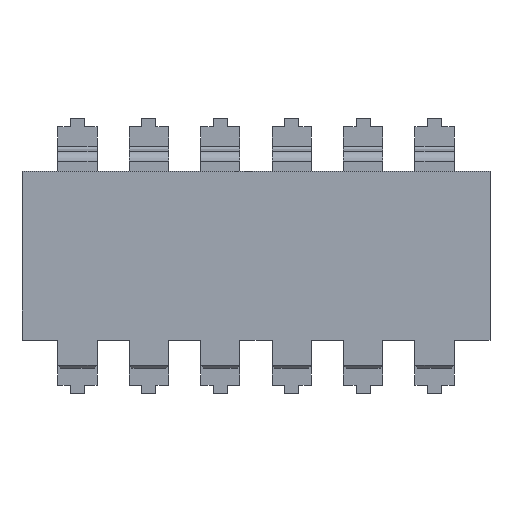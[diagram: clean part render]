
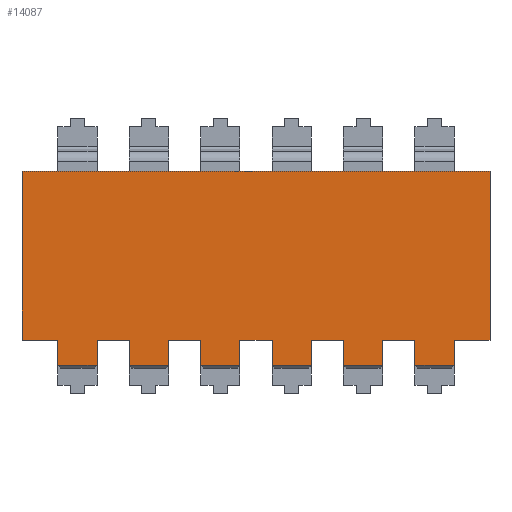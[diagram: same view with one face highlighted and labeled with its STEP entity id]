
A CAD part, top view. The second image highlights one B-rep face of the part: STEP entity #14087.
In plain terms, the highlighted planar face has unit normal (0, 0, 1).
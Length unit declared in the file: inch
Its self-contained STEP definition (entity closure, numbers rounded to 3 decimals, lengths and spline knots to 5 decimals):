
#160=CARTESIAN_POINT('',(0.27756,-0.11811,0.19685));
#161=VERTEX_POINT('',#160);
#170=CARTESIAN_POINT('',(0.27756,-0.15354,0.19685));
#171=VERTEX_POINT('',#170);
#172=CARTESIAN_POINT('',(0.27756,-0.15354,0.19685));
#173=DIRECTION('',(0.0,1.0,0.0));
#174=VECTOR('',#173,0.03543);
#175=LINE('',#172,#174);
#176=EDGE_CURVE('',#171,#161,#175,.T.);
#238=CARTESIAN_POINT('',(0.22244,-0.15354,0.19685));
#239=VERTEX_POINT('',#238);
#240=CARTESIAN_POINT('',(0.27756,-0.15354,0.19685));
#241=DIRECTION('',(-1.0,0.0,0.0));
#242=VECTOR('',#241,0.05512);
#243=LINE('',#240,#242);
#244=EDGE_CURVE('',#171,#239,#243,.T.);
#317=CARTESIAN_POINT('',(0.22244,-0.11811,0.19685));
#318=VERTEX_POINT('',#317);
#332=CARTESIAN_POINT('',(0.22244,-0.11811,0.19685));
#333=DIRECTION('',(0.0,-1.0,0.0));
#334=VECTOR('',#333,0.03543);
#335=LINE('',#332,#334);
#336=EDGE_CURVE('',#318,#239,#335,.T.);
#375=CARTESIAN_POINT('',(0.17756,-0.11811,0.19685));
#376=VERTEX_POINT('',#375);
#385=CARTESIAN_POINT('',(0.17756,-0.15354,0.19685));
#386=VERTEX_POINT('',#385);
#387=CARTESIAN_POINT('',(0.17756,-0.15354,0.19685));
#388=DIRECTION('',(0.0,1.0,0.0));
#389=VECTOR('',#388,0.03543);
#390=LINE('',#387,#389);
#391=EDGE_CURVE('',#386,#376,#390,.T.);
#453=CARTESIAN_POINT('',(0.12244,-0.15354,0.19685));
#454=VERTEX_POINT('',#453);
#455=CARTESIAN_POINT('',(0.17756,-0.15354,0.19685));
#456=DIRECTION('',(-1.0,0.0,0.0));
#457=VECTOR('',#456,0.05512);
#458=LINE('',#455,#457);
#459=EDGE_CURVE('',#386,#454,#458,.T.);
#532=CARTESIAN_POINT('',(0.12244,-0.11811,0.19685));
#533=VERTEX_POINT('',#532);
#547=CARTESIAN_POINT('',(0.12244,-0.11811,0.19685));
#548=DIRECTION('',(0.0,-1.0,0.0));
#549=VECTOR('',#548,0.03543);
#550=LINE('',#547,#549);
#551=EDGE_CURVE('',#533,#454,#550,.T.);
#590=CARTESIAN_POINT('',(0.07756,-0.11811,0.19685));
#591=VERTEX_POINT('',#590);
#600=CARTESIAN_POINT('',(0.07756,-0.15354,0.19685));
#601=VERTEX_POINT('',#600);
#602=CARTESIAN_POINT('',(0.07756,-0.15354,0.19685));
#603=DIRECTION('',(0.0,1.0,0.0));
#604=VECTOR('',#603,0.03543);
#605=LINE('',#602,#604);
#606=EDGE_CURVE('',#601,#591,#605,.T.);
#668=CARTESIAN_POINT('',(0.02244,-0.15354,0.19685));
#669=VERTEX_POINT('',#668);
#670=CARTESIAN_POINT('',(0.07756,-0.15354,0.19685));
#671=DIRECTION('',(-1.0,0.0,0.0));
#672=VECTOR('',#671,0.05512);
#673=LINE('',#670,#672);
#674=EDGE_CURVE('',#601,#669,#673,.T.);
#747=CARTESIAN_POINT('',(0.02244,-0.11811,0.19685));
#748=VERTEX_POINT('',#747);
#762=CARTESIAN_POINT('',(0.02244,-0.11811,0.19685));
#763=DIRECTION('',(0.0,-1.0,0.0));
#764=VECTOR('',#763,0.03543);
#765=LINE('',#762,#764);
#766=EDGE_CURVE('',#748,#669,#765,.T.);
#805=CARTESIAN_POINT('',(-0.02244,-0.11811,0.19685));
#806=VERTEX_POINT('',#805);
#815=CARTESIAN_POINT('',(-0.02244,-0.15354,0.19685));
#816=VERTEX_POINT('',#815);
#817=CARTESIAN_POINT('',(-0.02244,-0.15354,0.19685));
#818=DIRECTION('',(0.0,1.0,0.0));
#819=VECTOR('',#818,0.03543);
#820=LINE('',#817,#819);
#821=EDGE_CURVE('',#816,#806,#820,.T.);
#883=CARTESIAN_POINT('',(-0.07756,-0.15354,0.19685));
#884=VERTEX_POINT('',#883);
#885=CARTESIAN_POINT('',(-0.02244,-0.15354,0.19685));
#886=DIRECTION('',(-1.0,0.0,0.0));
#887=VECTOR('',#886,0.05512);
#888=LINE('',#885,#887);
#889=EDGE_CURVE('',#816,#884,#888,.T.);
#962=CARTESIAN_POINT('',(-0.07756,-0.11811,0.19685));
#963=VERTEX_POINT('',#962);
#977=CARTESIAN_POINT('',(-0.07756,-0.11811,0.19685));
#978=DIRECTION('',(0.0,-1.0,0.0));
#979=VECTOR('',#978,0.03543);
#980=LINE('',#977,#979);
#981=EDGE_CURVE('',#963,#884,#980,.T.);
#1020=CARTESIAN_POINT('',(-0.12244,-0.11811,0.19685));
#1021=VERTEX_POINT('',#1020);
#1030=CARTESIAN_POINT('',(-0.12244,-0.15354,0.19685));
#1031=VERTEX_POINT('',#1030);
#1032=CARTESIAN_POINT('',(-0.12244,-0.15354,0.19685));
#1033=DIRECTION('',(0.0,1.0,0.0));
#1034=VECTOR('',#1033,0.03543);
#1035=LINE('',#1032,#1034);
#1036=EDGE_CURVE('',#1031,#1021,#1035,.T.);
#1098=CARTESIAN_POINT('',(-0.17756,-0.15354,0.19685));
#1099=VERTEX_POINT('',#1098);
#1100=CARTESIAN_POINT('',(-0.12244,-0.15354,0.19685));
#1101=DIRECTION('',(-1.0,0.0,0.0));
#1102=VECTOR('',#1101,0.05512);
#1103=LINE('',#1100,#1102);
#1104=EDGE_CURVE('',#1031,#1099,#1103,.T.);
#1177=CARTESIAN_POINT('',(-0.17756,-0.11811,0.19685));
#1178=VERTEX_POINT('',#1177);
#1192=CARTESIAN_POINT('',(-0.17756,-0.11811,0.19685));
#1193=DIRECTION('',(0.0,-1.0,0.0));
#1194=VECTOR('',#1193,0.03543);
#1195=LINE('',#1192,#1194);
#1196=EDGE_CURVE('',#1178,#1099,#1195,.T.);
#1235=CARTESIAN_POINT('',(-0.22244,-0.11811,0.19685));
#1236=VERTEX_POINT('',#1235);
#1245=CARTESIAN_POINT('',(-0.22244,-0.15354,0.19685));
#1246=VERTEX_POINT('',#1245);
#1247=CARTESIAN_POINT('',(-0.22244,-0.15354,0.19685));
#1248=DIRECTION('',(0.0,1.0,0.0));
#1249=VECTOR('',#1248,0.03543);
#1250=LINE('',#1247,#1249);
#1251=EDGE_CURVE('',#1246,#1236,#1250,.T.);
#1313=CARTESIAN_POINT('',(-0.27756,-0.15354,0.19685));
#1314=VERTEX_POINT('',#1313);
#1315=CARTESIAN_POINT('',(-0.22244,-0.15354,0.19685));
#1316=DIRECTION('',(-1.0,0.0,0.0));
#1317=VECTOR('',#1316,0.05512);
#1318=LINE('',#1315,#1317);
#1319=EDGE_CURVE('',#1246,#1314,#1318,.T.);
#1392=CARTESIAN_POINT('',(-0.27756,-0.11811,0.19685));
#1393=VERTEX_POINT('',#1392);
#1407=CARTESIAN_POINT('',(-0.27756,-0.11811,0.19685));
#1408=DIRECTION('',(0.0,-1.0,0.0));
#1409=VECTOR('',#1408,0.03543);
#1410=LINE('',#1407,#1409);
#1411=EDGE_CURVE('',#1393,#1314,#1410,.T.);
#13687=CARTESIAN_POINT('',(0.22244,-0.11811,0.19685));
#13688=DIRECTION('',(-1.0,0.0,0.0));
#13689=VECTOR('',#13688,0.04488);
#13690=LINE('',#13687,#13689);
#13691=EDGE_CURVE('',#318,#376,#13690,.T.);
#13696=CARTESIAN_POINT('',(0.12244,-0.11811,0.19685));
#13697=DIRECTION('',(-1.0,0.0,0.0));
#13698=VECTOR('',#13697,0.04488);
#13699=LINE('',#13696,#13698);
#13700=EDGE_CURVE('',#533,#591,#13699,.T.);
#13705=CARTESIAN_POINT('',(0.02244,-0.11811,0.19685));
#13706=DIRECTION('',(-1.0,0.0,0.0));
#13707=VECTOR('',#13706,0.04488);
#13708=LINE('',#13705,#13707);
#13709=EDGE_CURVE('',#748,#806,#13708,.T.);
#13714=CARTESIAN_POINT('',(-0.07756,-0.11811,0.19685));
#13715=DIRECTION('',(-1.0,0.0,0.0));
#13716=VECTOR('',#13715,0.04488);
#13717=LINE('',#13714,#13716);
#13718=EDGE_CURVE('',#963,#1021,#13717,.T.);
#13723=CARTESIAN_POINT('',(-0.17756,-0.11811,0.19685));
#13724=DIRECTION('',(-1.0,0.0,0.0));
#13725=VECTOR('',#13724,0.04488);
#13726=LINE('',#13723,#13725);
#13727=EDGE_CURVE('',#1178,#1236,#13726,.T.);
#13732=CARTESIAN_POINT('',(-0.32756,-0.11811,0.19685));
#13733=VERTEX_POINT('',#13732);
#13734=CARTESIAN_POINT('',(-0.27756,-0.11811,0.19685));
#13735=DIRECTION('',(-1.0,0.0,0.0));
#13736=VECTOR('',#13735,0.05);
#13737=LINE('',#13734,#13736);
#13738=EDGE_CURVE('',#1393,#13733,#13737,.T.);
#13756=CARTESIAN_POINT('',(0.32756,-0.11811,0.19685));
#13757=VERTEX_POINT('',#13756);
#13764=CARTESIAN_POINT('',(0.32756,-0.11811,0.19685));
#13765=DIRECTION('',(-1.0,0.0,0.0));
#13766=VECTOR('',#13765,0.05);
#13767=LINE('',#13764,#13766);
#13768=EDGE_CURVE('',#13757,#161,#13767,.T.);
#14016=CARTESIAN_POINT('',(-0.32756,0.11811,0.19685));
#14017=VERTEX_POINT('',#14016);
#14031=CARTESIAN_POINT('',(-0.32756,0.11811,0.19685));
#14032=DIRECTION('',(0.0,-1.0,0.0));
#14033=VECTOR('',#14032,0.23622);
#14034=LINE('',#14031,#14033);
#14035=EDGE_CURVE('',#14017,#13733,#14034,.T.);
#14040=CARTESIAN_POINT('',(-0.36031,-0.16713,0.19685));
#14041=DIRECTION('',(0.0,0.0,1.0));
#14042=DIRECTION('',(1.0,0.0,0.0));
#14043=AXIS2_PLACEMENT_3D('',#14040,#14041,#14042);
#14044=PLANE('',#14043);
#14045=ORIENTED_EDGE('',*,*,#13768,.F.);
#14046=CARTESIAN_POINT('',(0.32756,0.11811,0.19685));
#14047=VERTEX_POINT('',#14046);
#14048=CARTESIAN_POINT('',(0.32756,-0.11811,0.19685));
#14049=DIRECTION('',(0.0,1.0,0.0));
#14050=VECTOR('',#14049,0.23622);
#14051=LINE('',#14048,#14050);
#14052=EDGE_CURVE('',#13757,#14047,#14051,.T.);
#14053=ORIENTED_EDGE('',*,*,#14052,.T.);
#14054=CARTESIAN_POINT('',(0.32756,0.11811,0.19685));
#14055=DIRECTION('',(-1.0,0.0,0.0));
#14056=VECTOR('',#14055,0.65512);
#14057=LINE('',#14054,#14056);
#14058=EDGE_CURVE('',#14047,#14017,#14057,.T.);
#14059=ORIENTED_EDGE('',*,*,#14058,.T.);
#14060=ORIENTED_EDGE('',*,*,#14035,.T.);
#14061=ORIENTED_EDGE('',*,*,#13738,.F.);
#14062=ORIENTED_EDGE('',*,*,#1411,.T.);
#14063=ORIENTED_EDGE('',*,*,#1319,.F.);
#14064=ORIENTED_EDGE('',*,*,#1251,.T.);
#14065=ORIENTED_EDGE('',*,*,#13727,.F.);
#14066=ORIENTED_EDGE('',*,*,#1196,.T.);
#14067=ORIENTED_EDGE('',*,*,#1104,.F.);
#14068=ORIENTED_EDGE('',*,*,#1036,.T.);
#14069=ORIENTED_EDGE('',*,*,#13718,.F.);
#14070=ORIENTED_EDGE('',*,*,#981,.T.);
#14071=ORIENTED_EDGE('',*,*,#889,.F.);
#14072=ORIENTED_EDGE('',*,*,#821,.T.);
#14073=ORIENTED_EDGE('',*,*,#13709,.F.);
#14074=ORIENTED_EDGE('',*,*,#766,.T.);
#14075=ORIENTED_EDGE('',*,*,#674,.F.);
#14076=ORIENTED_EDGE('',*,*,#606,.T.);
#14077=ORIENTED_EDGE('',*,*,#13700,.F.);
#14078=ORIENTED_EDGE('',*,*,#551,.T.);
#14079=ORIENTED_EDGE('',*,*,#459,.F.);
#14080=ORIENTED_EDGE('',*,*,#391,.T.);
#14081=ORIENTED_EDGE('',*,*,#13691,.F.);
#14082=ORIENTED_EDGE('',*,*,#336,.T.);
#14083=ORIENTED_EDGE('',*,*,#244,.F.);
#14084=ORIENTED_EDGE('',*,*,#176,.T.);
#14085=EDGE_LOOP('',(#14045,#14053,#14059,#14060,#14061,#14062,#14063,#14064,#14065,#14066,#14067,#14068,#14069,#14070,#14071,#14072,#14073,#14074,#14075,#14076,#14077,#14078,#14079,#14080,#14081,#14082,#14083,#14084));
#14086=FACE_OUTER_BOUND('',#14085,.T.);
#14087=ADVANCED_FACE('',(#14086),#14044,.T.);
